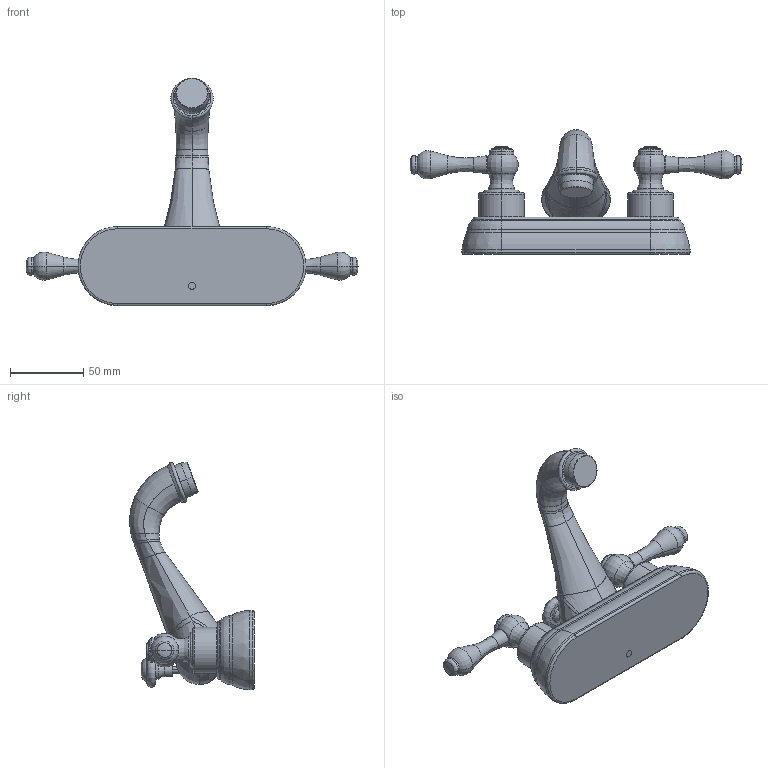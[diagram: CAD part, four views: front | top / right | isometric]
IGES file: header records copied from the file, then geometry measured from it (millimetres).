
Start section:  PTC IGES file: 801_web.igs
Global section: file name: 801_web.igs; native system: Pro/ENGINEER by Parametric Technology Corporation; preprocessor: 2009300; author: pnmurthy; organization: Unknown; date: 20100707.155052; units: inch
Bounding box: 226.72 x 85.14 x 155.37 mm (x, y, z)
Surface area: 54847.1 mm2 (no closed solid volume)
Topology: 0 solids, 0 shells, 198 faces, 788 edges, 782 vertices
Faces by surface type: revolution 134, bspline 64
